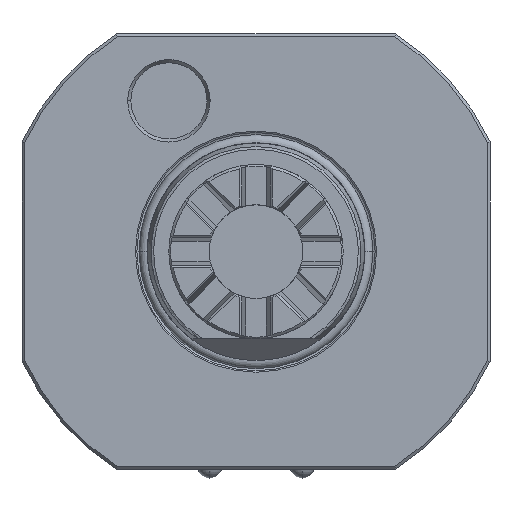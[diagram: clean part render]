
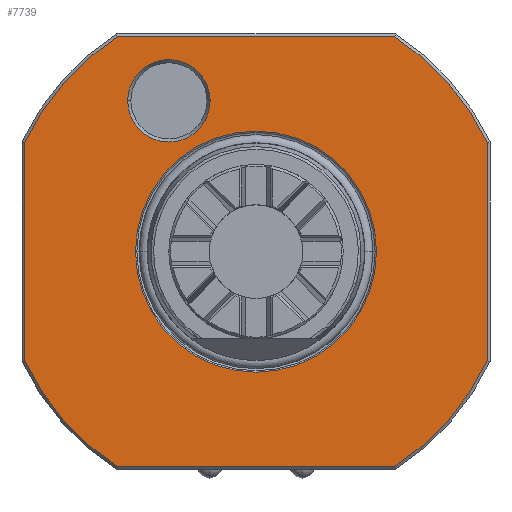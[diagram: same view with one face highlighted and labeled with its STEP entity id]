
A CAD part, left-side view. The second image highlights one B-rep face of the part: STEP entity #7739.
In plain terms, the highlighted planar face has unit normal (-1, 0, 0).
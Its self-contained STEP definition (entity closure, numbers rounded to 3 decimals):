
#230=CARTESIAN_POINT('',(-76.,0.,0.));
#231=DIRECTION('',(1.,0.,0.));
#232=DIRECTION('',(0.,-0.904,-0.427));
#233=AXIS2_PLACEMENT_3D('',#230,#231,#232);
#235=DIRECTION('',(0.,-1.,0.));
#236=VECTOR('',#235,50.942);
#237=CARTESIAN_POINT('',(-76.,25.471,-39.5));
#238=LINE('',#237,#236);
#239=CARTESIAN_POINT('',(-76.,0.,0.));
#240=DIRECTION('',(1.,0.,0.));
#241=DIRECTION('',(0.,0.542,-0.84));
#242=AXIS2_PLACEMENT_3D('',#239,#240,#241);
#244=DIRECTION('',(0.,0.,-1.));
#245=VECTOR('',#244,40.138);
#246=CARTESIAN_POINT('',(-76.,42.5,20.069));
#247=LINE('',#246,#245);
#248=CARTESIAN_POINT('',(-76.,0.,0.));
#249=DIRECTION('',(1.,0.,0.));
#250=DIRECTION('',(0.,0.904,0.427));
#251=AXIS2_PLACEMENT_3D('',#248,#249,#250);
#253=DIRECTION('',(0.,1.,0.));
#254=VECTOR('',#253,50.942);
#255=CARTESIAN_POINT('',(-76.,-25.471,39.5));
#256=LINE('',#255,#254);
#257=CARTESIAN_POINT('',(-76.,0.,0.));
#258=DIRECTION('',(1.,0.,0.));
#259=DIRECTION('',(0.,-0.542,0.84));
#260=AXIS2_PLACEMENT_3D('',#257,#258,#259);
#262=DIRECTION('',(0.,0.,1.));
#263=VECTOR('',#262,40.138);
#264=CARTESIAN_POINT('',(-76.,-42.5,
-20.069));
#265=LINE('',#264,#263);
#266=CARTESIAN_POINT('',(-76.,0.,0.));
#267=DIRECTION('',(1.,0.,0.));
#268=DIRECTION('',(0.,-1.,0.));
#269=AXIS2_PLACEMENT_3D('',#266,#267,#268);
#271=CARTESIAN_POINT('',(-76.,0.,0.));
#272=DIRECTION('',(1.,0.,0.));
#273=DIRECTION('',(0.,1.,0.));
#274=AXIS2_PLACEMENT_3D('',#271,#272,#273);
#276=CARTESIAN_POINT('',(-76.,16.,27.713));
#277=DIRECTION('',(1.,0.,0.));
#278=DIRECTION('',(0.,-1.,0.));
#279=AXIS2_PLACEMENT_3D('',#276,#277,#278);
#281=CARTESIAN_POINT('',(-76.,16.,27.713));
#282=DIRECTION('',(1.,0.,0.));
#283=DIRECTION('',(0.,1.,0.));
#284=AXIS2_PLACEMENT_3D('',#281,#282,#283);
#6799=CARTESIAN_POINT('',(-76.,-22.15,0.));
#6800=CARTESIAN_POINT('',(-76.,22.15,0.));
#6801=VERTEX_POINT('',#6799);
#6802=VERTEX_POINT('',#6800);
#6803=CARTESIAN_POINT('',(-76.,8.423,27.713));
#6804=CARTESIAN_POINT('',(-76.,23.577,27.713));
#6805=VERTEX_POINT('',#6803);
#6806=VERTEX_POINT('',#6804);
#6807=CARTESIAN_POINT('',(-76.,-42.5,-20.07));
#6808=CARTESIAN_POINT('',(-76.,-25.471,-39.5));
#6809=VERTEX_POINT('',#6807);
#6810=VERTEX_POINT('',#6808);
#6815=CARTESIAN_POINT('',(-76.,-25.471,39.5));
#6816=CARTESIAN_POINT('',(-76.,-42.5,20.07));
#6817=VERTEX_POINT('',#6815);
#6818=VERTEX_POINT('',#6816);
#6839=CARTESIAN_POINT('',(-76.,42.5,20.07));
#6840=CARTESIAN_POINT('',(-76.,25.471,39.5));
#6841=VERTEX_POINT('',#6839);
#6842=VERTEX_POINT('',#6840);
#6847=CARTESIAN_POINT('',(-76.,25.471,-39.5));
#6848=CARTESIAN_POINT('',(-76.,42.5,-20.07));
#6849=VERTEX_POINT('',#6847);
#6850=VERTEX_POINT('',#6848);
#7705=CARTESIAN_POINT('',(-76.,0.,0.));
#7706=DIRECTION('',(-1.,0.,0.));
#7707=DIRECTION('',(0.,1.,0.));
#7708=AXIS2_PLACEMENT_3D('',#7705,#7706,#7707);
#7709=PLANE('',#7708);
#7711=ORIENTED_EDGE('',*,*,#7710,.T.);
#7713=ORIENTED_EDGE('',*,*,#7712,.F.);
#7715=ORIENTED_EDGE('',*,*,#7714,.T.);
#7717=ORIENTED_EDGE('',*,*,#7716,.F.);
#7719=ORIENTED_EDGE('',*,*,#7718,.T.);
#7721=ORIENTED_EDGE('',*,*,#7720,.F.);
#7722=ORIENTED_EDGE('',*,*,#7695,.T.);
#7724=ORIENTED_EDGE('',*,*,#7723,.F.);
#7725=EDGE_LOOP('',(#7711,#7713,#7715,#7717,#7719,#7721,#7722,#7724));
#7726=FACE_OUTER_BOUND('',#7725,.F.);
#7728=ORIENTED_EDGE('',*,*,#7727,.F.);
#7730=ORIENTED_EDGE('',*,*,#7729,.F.);
#7731=EDGE_LOOP('',(#7728,#7730));
#7732=FACE_BOUND('',#7731,.F.);
#7734=ORIENTED_EDGE('',*,*,#7733,.F.);
#7736=ORIENTED_EDGE('',*,*,#7735,.F.);
#7737=EDGE_LOOP('',(#7734,#7736));
#7738=FACE_BOUND('',#7737,.F.);
#234=CIRCLE('',#233,47.001);
#243=CIRCLE('',#242,47.001);
#252=CIRCLE('',#251,47.001);
#261=CIRCLE('',#260,47.001);
#270=CIRCLE('',#269,22.15);
#275=CIRCLE('',#274,22.15);
#280=CIRCLE('',#279,7.577);
#285=CIRCLE('',#284,7.577);
#7695=EDGE_CURVE('',#6817,#6818,#261,.T.);
#7710=EDGE_CURVE('',#6809,#6810,#234,.T.);
#7712=EDGE_CURVE('',#6849,#6810,#238,.T.);
#7714=EDGE_CURVE('',#6849,#6850,#243,.T.);
#7716=EDGE_CURVE('',#6841,#6850,#247,.T.);
#7718=EDGE_CURVE('',#6841,#6842,#252,.T.);
#7720=EDGE_CURVE('',#6817,#6842,#256,.T.);
#7723=EDGE_CURVE('',#6809,#6818,#265,.T.);
#7727=EDGE_CURVE('',#6801,#6802,#270,.T.);
#7729=EDGE_CURVE('',#6802,#6801,#275,.T.);
#7733=EDGE_CURVE('',#6805,#6806,#280,.T.);
#7735=EDGE_CURVE('',#6806,#6805,#285,.T.);
#7739=ADVANCED_FACE('',(#7726,#7732,#7738),#7709,.T.);
